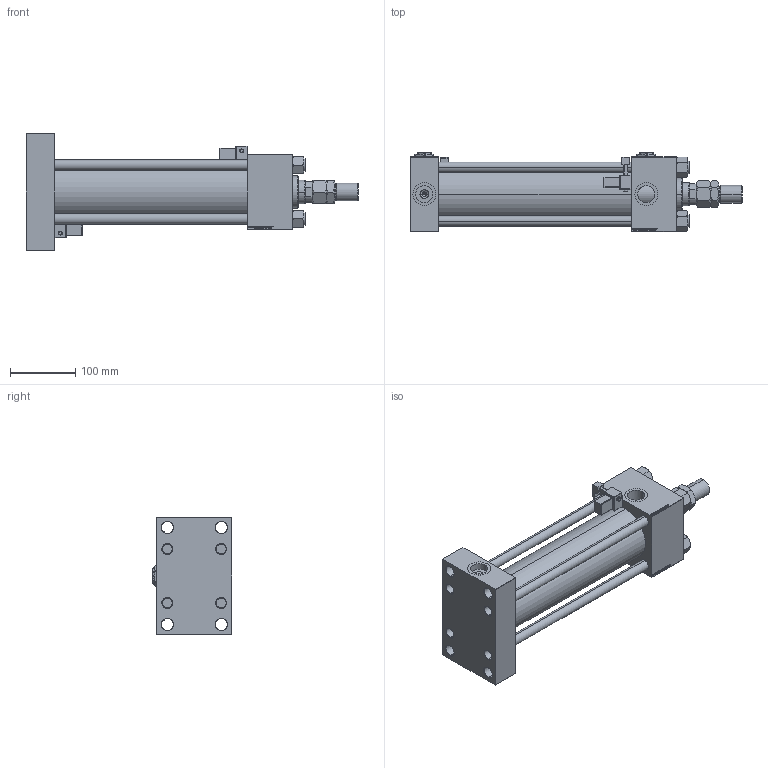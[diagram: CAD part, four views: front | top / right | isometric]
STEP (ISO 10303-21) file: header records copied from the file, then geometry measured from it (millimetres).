
FILE_DESCRIPTION (( 'STEP AP203' ), '1' );
FILE_NAME ('fffd.STEP', '2022-04-15T21:03:53', ( '' ), ( '' ), 'SwSTEP 2.0', 'SolidWorks 2019', '' );
FILE_SCHEMA (( 'CONFIG_CONTROL_DESIGN' ));
Length unit declared in the file: millimetre
Products named in the file (9): NUT_M5_E 8d1a27525d186397a28f349027cbe871; Zatka_pro_OIL_PORT 8d1a27525d186397a28f349027cbe871; V215CR_TYCINKA_E 8d1a27525d186397a28f349027cbe871; fffd; V215_VC_A 8d1a27525d186397a28f349027cbe871; V215CR_E_Body 8d1a27525d186397a28f349027cbe871; V215CR_MSU 8d1a27525d186397a28f349027cbe871; V215CR_VCP_E 8d1a27525d186397a28f349027cbe871; MTA 8d1a27525d186397a28f349027cbe871
Assembly tree (16 placements, depth 2):
  fffd
    V215CR_E_Body 8d1a27525d186397a28f349027cbe871
    V215CR_VCP_E 8d1a27525d186397a28f349027cbe871
    V215CR_TYCINKA_E 8d1a27525d186397a28f349027cbe871  x4
    NUT_M5_E 8d1a27525d186397a28f349027cbe871  x4
    V215_VC_A 8d1a27525d186397a28f349027cbe871
    MTA 8d1a27525d186397a28f349027cbe871
    V215CR_MSU 8d1a27525d186397a28f349027cbe871  x2
    Zatka_pro_OIL_PORT 8d1a27525d186397a28f349027cbe871  x2
Bounding box: 510 x 122 x 180 mm (x, y, z)
Volume: 2768147.8 mm3; surface area: 531495.5 mm2
Topology: 16 solids, 16 shells, 1493 faces, 3709 edges, 2346 vertices
Faces by surface type: plane 668, bspline 392, cone 222, cylinder 165, sphere 24, torus 22
Entity records: 56511 total; most frequent: CARTESIAN_POINT 28802, ORIENTED_EDGE 6108, DIRECTION 4214, EDGE_CURVE 3054, VERTEX_POINT 1970, LINE 1746, VECTOR 1746, EDGE_LOOP 1366
